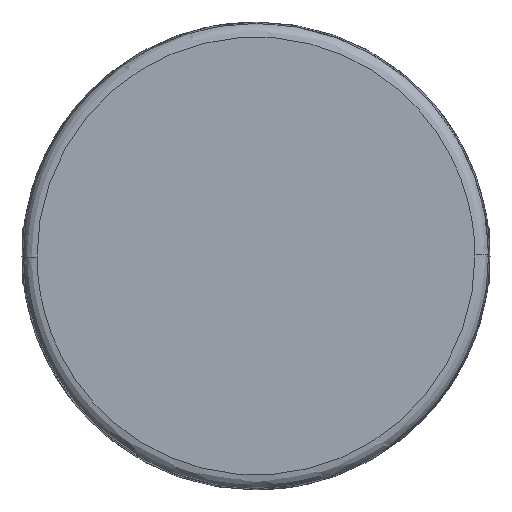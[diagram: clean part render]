
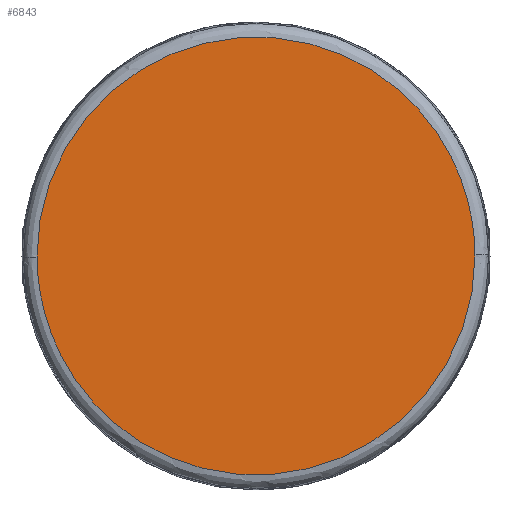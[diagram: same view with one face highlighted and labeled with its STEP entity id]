
A CAD part, left-side view. The second image highlights one B-rep face of the part: STEP entity #6843.
In plain terms, the highlighted face is planar.
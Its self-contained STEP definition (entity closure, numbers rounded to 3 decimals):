
#1112 = CARTESIAN_POINT ( 'NONE',  ( 77.1, 32.045, 0.101 ) ) ;
#1379 = CARTESIAN_POINT ( 'NONE',  ( 77.1, 32.045, 0.051 ) ) ;
#3071 =( BOUNDED_CURVE ( )  B_SPLINE_CURVE ( 3, ( #10582, #40118, #48135, #19652 ),
 .UNSPECIFIED., .F., .F. ) 
 B_SPLINE_CURVE_WITH_KNOTS ( ( 4, 4 ),
 ( 0.998, 1. ),
 .UNSPECIFIED. ) 
 CURVE ( )  GEOMETRIC_REPRESENTATION_ITEM ( )  RATIONAL_B_SPLINE_CURVE ( ( 1., 1., 1., 1. ) ) 
 REPRESENTATION_ITEM ( '' )  );
#3159 = AXIS2_PLACEMENT_3D ( 'NONE', #40134, #32099, #32373 ) ;
#6843 = ADVANCED_FACE ( 'NONE', ( #16110 ), #7043, .F. ) ;
#7043 = PLANE ( 'NONE',  #3159 ) ;
#10582 = CARTESIAN_POINT ( 'NONE',  ( 77.1, -32.044, -0.152 ) ) ;
#10612 = EDGE_CURVE ( 'NONE', #28272, #44335, #3071, .T. ) ;
#11495 = CARTESIAN_POINT ( 'NONE',  ( 77.1, -32.045, 0. ) ) ;
#15616 = CARTESIAN_POINT ( 'NONE',  ( 77.1, -31.743, -63.939 ) ) ;
#16110 = FACE_OUTER_BOUND ( 'NONE', #25071, .T. ) ;
#17600 = CARTESIAN_POINT ( 'NONE',  ( 77.1, 32.044, 0.152 ) ) ;
#18135 = CARTESIAN_POINT ( 'NONE',  ( 77.1, 32.044, 0.152 ) ) ;
#19652 = CARTESIAN_POINT ( 'NONE',  ( 77.1, -32.045, 0. ) ) ;
#21697 =( BOUNDED_CURVE ( )  B_SPLINE_CURVE ( 3, ( #44873, #45699, #15616, #54220 ),
 .UNSPECIFIED., .F., .F. ) 
 B_SPLINE_CURVE_WITH_KNOTS ( ( 4, 4 ),
 ( 0., 0.998 ),
 .UNSPECIFIED. ) 
 CURVE ( )  GEOMETRIC_REPRESENTATION_ITEM ( )  RATIONAL_B_SPLINE_CURVE ( ( 1., 0.335, 0.335, 1. ) ) 
 REPRESENTATION_ITEM ( '' )  );
#22275 = CARTESIAN_POINT ( 'NONE',  ( 77.1, -32.045, 63.788 ) ) ;
#25071 = EDGE_LOOP ( 'NONE', ( #48318, #31085, #40870, #54252 ) ) ;
#28267 = EDGE_CURVE ( 'NONE', #53140, #28272, #21697, .T. ) ;
#28272 = VERTEX_POINT ( 'NONE', #41847 ) ;
#30288 = CARTESIAN_POINT ( 'NONE',  ( 77.1, -32.045, 0. ) ) ;
#30567 =( BOUNDED_CURVE ( )  B_SPLINE_CURVE ( 3, ( #30288, #22275, #34974, #18135 ),
 .UNSPECIFIED., .F., .F. ) 
 B_SPLINE_CURVE_WITH_KNOTS ( ( 4, 4 ),
 ( 0., 0.998 ),
 .UNSPECIFIED. ) 
 CURVE ( )  GEOMETRIC_REPRESENTATION_ITEM ( )  RATIONAL_B_SPLINE_CURVE ( ( 1., 0.335, 0.335, 1. ) ) 
 REPRESENTATION_ITEM ( '' )  );
#31085 = ORIENTED_EDGE ( 'NONE', *, *, #45567, .F. ) ;
#32099 = DIRECTION ( 'NONE',  ( -1., 0., 0. ) ) ;
#32373 = DIRECTION ( 'NONE',  ( 0., 0., 1. ) ) ;
#34437 = CARTESIAN_POINT ( 'NONE',  ( 77.1, 32.045, 0. ) ) ;
#34440 =( BOUNDED_CURVE ( )  B_SPLINE_CURVE ( 3, ( #17600, #1112, #1379, #34437 ),
 .UNSPECIFIED., .F., .T. ) 
 B_SPLINE_CURVE_WITH_KNOTS ( ( 4, 4 ),
 ( 0.998, 1. ),
 .UNSPECIFIED. ) 
 CURVE ( )  GEOMETRIC_REPRESENTATION_ITEM ( )  RATIONAL_B_SPLINE_CURVE ( ( 1., 1., 1., 1. ) ) 
 REPRESENTATION_ITEM ( '' )  );
#34974 = CARTESIAN_POINT ( 'NONE',  ( 77.1, 31.743, 63.939 ) ) ;
#40118 = CARTESIAN_POINT ( 'NONE',  ( 77.1, -32.045, -0.101 ) ) ;
#40134 = CARTESIAN_POINT ( 'NONE',  ( 77.1, 0., 0. ) ) ;
#40870 = ORIENTED_EDGE ( 'NONE', *, *, #48025, .F. ) ;
#41136 = CARTESIAN_POINT ( 'NONE',  ( 77.1, 32.045, 0. ) ) ;
#41847 = CARTESIAN_POINT ( 'NONE',  ( 77.1, -32.044, -0.152 ) ) ;
#44335 = VERTEX_POINT ( 'NONE', #11495 ) ;
#44873 = CARTESIAN_POINT ( 'NONE',  ( 77.1, 32.045, 0. ) ) ;
#45567 = EDGE_CURVE ( 'NONE', #47292, #53140, #34440, .T. ) ;
#45699 = CARTESIAN_POINT ( 'NONE',  ( 77.1, 32.045, -63.788 ) ) ;
#46802 = CARTESIAN_POINT ( 'NONE',  ( 77.1, 32.044, 0.152 ) ) ;
#47292 = VERTEX_POINT ( 'NONE', #46802 ) ;
#48025 = EDGE_CURVE ( 'NONE', #44335, #47292, #30567, .T. ) ;
#48135 = CARTESIAN_POINT ( 'NONE',  ( 77.1, -32.045, -0.051 ) ) ;
#48318 = ORIENTED_EDGE ( 'NONE', *, *, #28267, .F. ) ;
#53140 = VERTEX_POINT ( 'NONE', #41136 ) ;
#54220 = CARTESIAN_POINT ( 'NONE',  ( 77.1, -32.044, -0.152 ) ) ;
#54252 = ORIENTED_EDGE ( 'NONE', *, *, #10612, .F. ) ;
